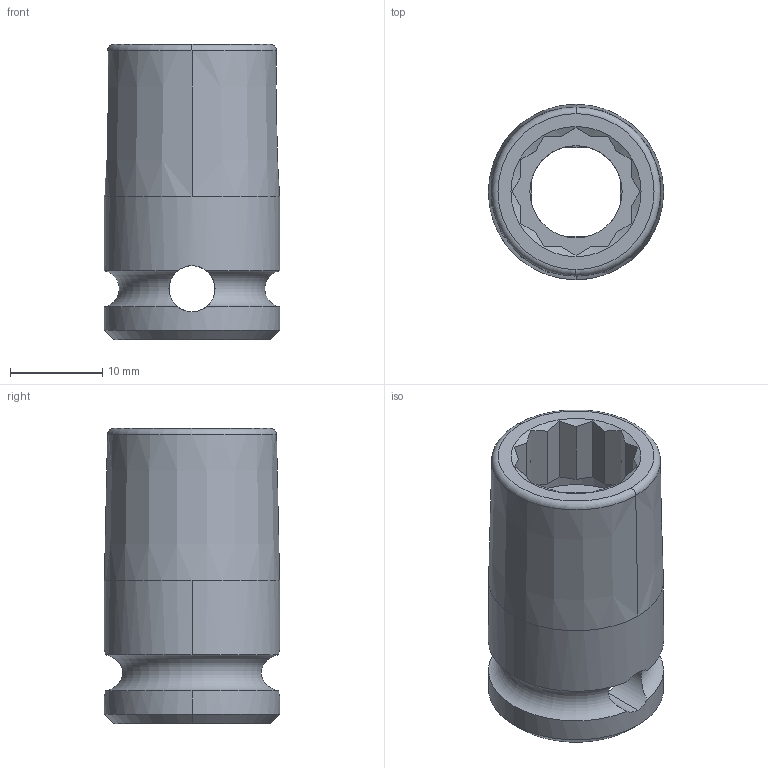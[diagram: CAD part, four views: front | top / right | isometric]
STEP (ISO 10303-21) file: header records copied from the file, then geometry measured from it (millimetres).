
FILE_DESCRIPTION((''),'2;1');
FILE_NAME('4027121512','2023-09-11T14:19:52',('a00565553'),(''),'CREO PARAMETRIC BY PTC INC, 2022414','CREO PARAMETRIC BY PTC INC, 2022414','');
FILE_SCHEMA(('CONFIG_CONTROL_DESIGN','GEOMETRIC_VALIDATION_PROPERTIES_MIM'));
Length unit declared in the file: millimetre
Products named in the file (1): 4027121512
Bounding box: 19 x 19 x 32 mm (x, y, z)
Volume: 5211.8 mm3; surface area: 3550.3 mm2
Topology: 1 solids, 1 shells, 76 faces, 203 edges, 128 vertices
Faces by surface type: plane 41, cylinder 17, cone 14, torus 4
Entity records: 2710 total; most frequent: CARTESIAN_POINT 754, ORIENTED_EDGE 406, DIRECTION 356, EDGE_CURVE 203, AXIS2_PLACEMENT_3D 132, VERTEX_POINT 128, VECTOR 92, LINE 92
